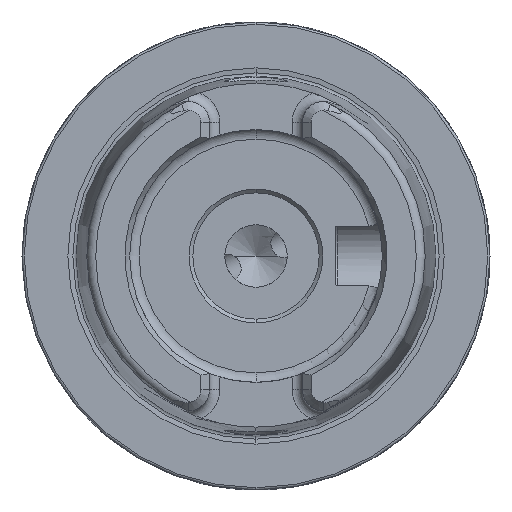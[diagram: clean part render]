
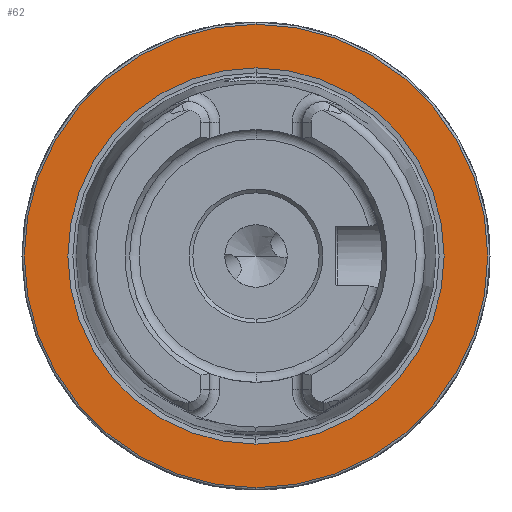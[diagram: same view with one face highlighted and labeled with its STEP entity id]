
A CAD part, left-side view. The second image highlights one B-rep face of the part: STEP entity #62.
In plain terms, the highlighted planar face has unit normal (-1, 0, 0).
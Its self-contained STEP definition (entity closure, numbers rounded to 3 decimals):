
#62 = ADVANCED_FACE ( 'NONE', ( #8245, #12030 ), #11930, .F. ) ;
#237 = EDGE_LOOP ( 'NONE', ( #8616, #4198 ) ) ;
#430 = CIRCLE ( 'NONE', #1355, 31.2 ) ;
#1133 = CIRCLE ( 'NONE', #10363, 25.324 ) ;
#1355 = AXIS2_PLACEMENT_3D ( 'NONE', #5885, #7933, #4861 ) ;
#1522 = AXIS2_PLACEMENT_3D ( 'NONE', #7856, #7974, #1783 ) ;
#1589 = EDGE_CURVE ( 'NONE', #10966, #3311, #7318, .T. ) ;
#1783 = DIRECTION ( 'NONE',  ( 0., 0., -1. ) ) ;
#2317 = VERTEX_POINT ( 'NONE', #9954 ) ;
#2833 = EDGE_LOOP ( 'NONE', ( #9459, #9020 ) ) ;
#3311 = VERTEX_POINT ( 'NONE', #3773 ) ;
#3773 = CARTESIAN_POINT ( 'NONE',  ( 0., 0., 25.324 ) ) ;
#4198 = ORIENTED_EDGE ( 'NONE', *, *, #1589, .F. ) ;
#4730 = AXIS2_PLACEMENT_3D ( 'NONE', #7746, #11710, #10873 ) ;
#4861 = DIRECTION ( 'NONE',  ( 0., 0., 1. ) ) ;
#5310 = CARTESIAN_POINT ( 'NONE',  ( 0., 0., 0. ) ) ;
#5885 = CARTESIAN_POINT ( 'NONE',  ( 0., 0., 0. ) ) ;
#6104 = DIRECTION ( 'NONE',  ( -1., 0., 0. ) ) ;
#6375 = DIRECTION ( 'NONE',  ( 0., 0., 1. ) ) ;
#7010 = CARTESIAN_POINT ( 'NONE',  ( 0., 0., 31.2 ) ) ;
#7081 = CIRCLE ( 'NONE', #10517, 31.2 ) ;
#7318 = CIRCLE ( 'NONE', #4730, 25.324 ) ;
#7362 = DIRECTION ( 'NONE',  ( -1., 0., 0. ) ) ;
#7455 = EDGE_CURVE ( 'NONE', #7568, #2317, #430, .T. ) ;
#7568 = VERTEX_POINT ( 'NONE', #7010 ) ;
#7746 = CARTESIAN_POINT ( 'NONE',  ( 0., 0., 0. ) ) ;
#7856 = CARTESIAN_POINT ( 'NONE',  ( 0., 31.2, 0. ) ) ;
#7933 = DIRECTION ( 'NONE',  ( -1., 0., 0. ) ) ;
#7946 = CARTESIAN_POINT ( 'NONE',  ( 0., 0., -25.324 ) ) ;
#7974 = DIRECTION ( 'NONE',  ( 1., 0., 0. ) ) ;
#8112 = CARTESIAN_POINT ( 'NONE',  ( 0., 0., 0. ) ) ;
#8245 = FACE_BOUND ( 'NONE', #237, .T. ) ;
#8616 = ORIENTED_EDGE ( 'NONE', *, *, #12642, .F. ) ;
#9018 = DIRECTION ( 'NONE',  ( 0., 0., 1. ) ) ;
#9020 = ORIENTED_EDGE ( 'NONE', *, *, #11255, .T. ) ;
#9459 = ORIENTED_EDGE ( 'NONE', *, *, #7455, .T. ) ;
#9954 = CARTESIAN_POINT ( 'NONE',  ( 0., 0., -31.2 ) ) ;
#10363 = AXIS2_PLACEMENT_3D ( 'NONE', #8112, #6104, #9018 ) ;
#10517 = AXIS2_PLACEMENT_3D ( 'NONE', #5310, #7362, #6375 ) ;
#10873 = DIRECTION ( 'NONE',  ( 0., 0., 1. ) ) ;
#10966 = VERTEX_POINT ( 'NONE', #7946 ) ;
#11255 = EDGE_CURVE ( 'NONE', #2317, #7568, #7081, .T. ) ;
#11710 = DIRECTION ( 'NONE',  ( -1., 0., 0. ) ) ;
#11930 = PLANE ( 'NONE',  #1522 ) ;
#12030 = FACE_OUTER_BOUND ( 'NONE', #2833, .T. ) ;
#12642 = EDGE_CURVE ( 'NONE', #3311, #10966, #1133, .T. ) ;
